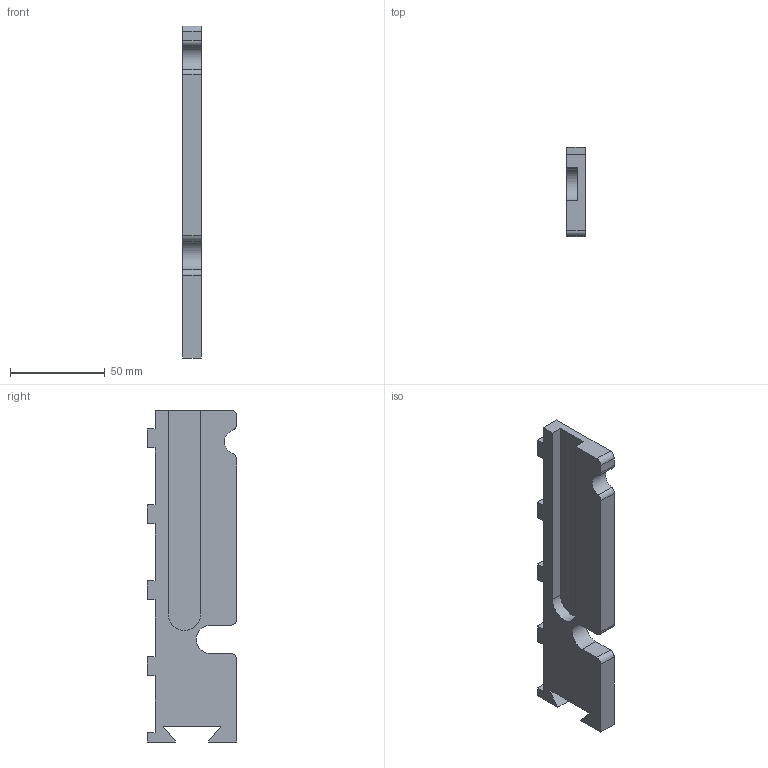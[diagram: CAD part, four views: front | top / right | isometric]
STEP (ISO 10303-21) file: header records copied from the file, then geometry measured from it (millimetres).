
FILE_DESCRIPTION(/* description */ (''),/* implementation_level */ '2;1');
FILE_NAME(/* name */ '',/* time_stamp */ '2025-04-09T01:07:13+03:00',/* author */ ('I9232'),/* organization */ (''),/* preprocessor_version */ 'ST-DEVELOPER v19.2',/* originating_system */ 'Autodesk Inventor 2023',/* authorisation */ '');
FILE_SCHEMA (('AUTOMOTIVE_DESIGN { 1 0 10303 214 3 1 1 }'));
Length unit declared in the file: millimetre
Products named in the file (1): Рельс платформы 
подъёмника
Bounding box: 10 x 47 x 175 mm (x, y, z)
Volume: 59265 mm3; surface area: 22348.1 mm2
Topology: 1 solids, 2 shells, 56 faces, 180 edges, 155 vertices
Faces by surface type: plane 44, cylinder 12
Full cylindrical faces by diameter (mm): 4 x4
Entity records: 1929 total; most frequent: CARTESIAN_POINT 363, DIRECTION 299, ORIENTED_EDGE 290, EDGE_CURVE 151, LINE 127, VECTOR 127, VERTEX_POINT 102, AXIS2_PLACEMENT_3D 86
